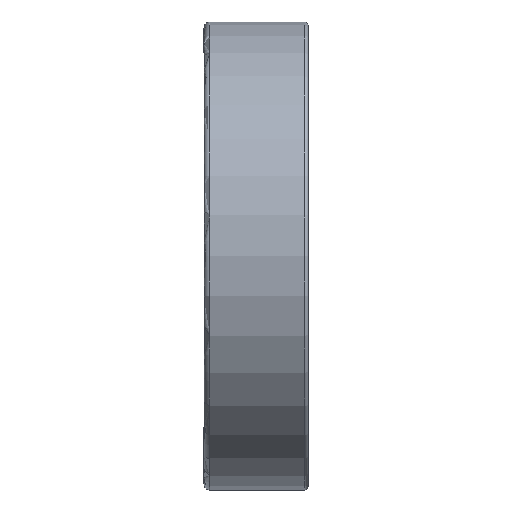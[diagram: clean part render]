
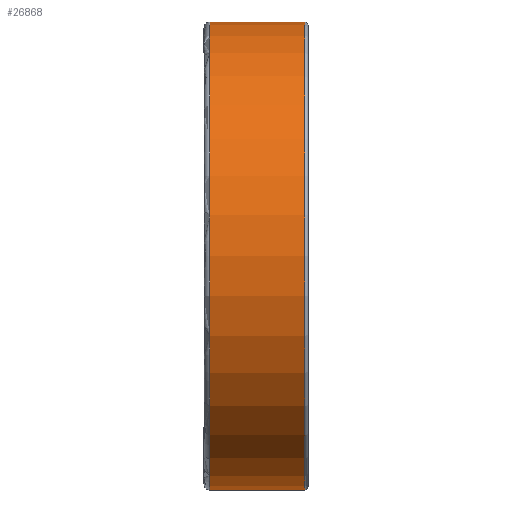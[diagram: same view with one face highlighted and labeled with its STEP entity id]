
A CAD part, top view. The second image highlights one B-rep face of the part: STEP entity #26868.
In plain terms, the highlighted cylindrical face has radius 45 mm (diameter 90 mm), a partial arc.
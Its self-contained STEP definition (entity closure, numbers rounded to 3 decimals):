
#17433=DIRECTION('',(-1.,0.,0.));
#17434=VECTOR('',#17433,18.3);
#17435=CARTESIAN_POINT('',(9.4,45.,0.));
#17436=LINE('',#17435,#17434);
#17440=DIRECTION('',(-1.,0.,0.));
#17441=VECTOR('',#17440,18.3);
#17442=CARTESIAN_POINT('',(9.4,-45.,0.));
#17443=LINE('',#17442,#17441);
#17455=CARTESIAN_POINT('',(9.4,0.,0.));
#17456=DIRECTION('',(1.,0.,0.));
#17457=DIRECTION('',(0.,1.,0.));
#17458=AXIS2_PLACEMENT_3D('',#17455,#17456,#17457);
#17463=CARTESIAN_POINT('',(-8.9,0.,0.));
#17464=DIRECTION('',(1.,0.,0.));
#17465=DIRECTION('',(0.,1.,0.));
#17466=AXIS2_PLACEMENT_3D('',#17463,#17464,#17465);
#24022=CARTESIAN_POINT('',(9.4,45.,0.));
#24023=CARTESIAN_POINT('',(-8.9,45.,0.));
#24024=VERTEX_POINT('',#24022);
#24025=VERTEX_POINT('',#24023);
#24034=CARTESIAN_POINT('',(9.4,-45.,0.));
#24035=CARTESIAN_POINT('',(-8.9,-45.,0.));
#24036=VERTEX_POINT('',#24034);
#24037=VERTEX_POINT('',#24035);
#26856=CARTESIAN_POINT('',(-11.,0.,0.));
#26857=DIRECTION('',(1.,0.,0.));
#26858=DIRECTION('',(0.,-1.,0.));
#26859=AXIS2_PLACEMENT_3D('',#26856,#26857,#26858);
#26860=CYLINDRICAL_SURFACE('',#26859,45.);
#26861=ORIENTED_EDGE('',*,*,#26846,.F.);
#26862=ORIENTED_EDGE('',*,*,#26823,.T.);
#26863=ORIENTED_EDGE('',*,*,#26850,.T.);
#26865=ORIENTED_EDGE('',*,*,#26864,.F.);
#26866=EDGE_LOOP('',(#26861,#26862,#26863,#26865));
#26867=FACE_OUTER_BOUND('',#26866,.F.);
#17459=CIRCLE('',#17458,45.);
#17467=CIRCLE('',#17466,45.);
#26823=EDGE_CURVE('',#24024,#24036,#17459,.T.);
#26846=EDGE_CURVE('',#24024,#24025,#17436,.T.);
#26850=EDGE_CURVE('',#24036,#24037,#17443,.T.);
#26864=EDGE_CURVE('',#24025,#24037,#17467,.T.);
#26868=ADVANCED_FACE('',(#26867),#26860,.T.);
